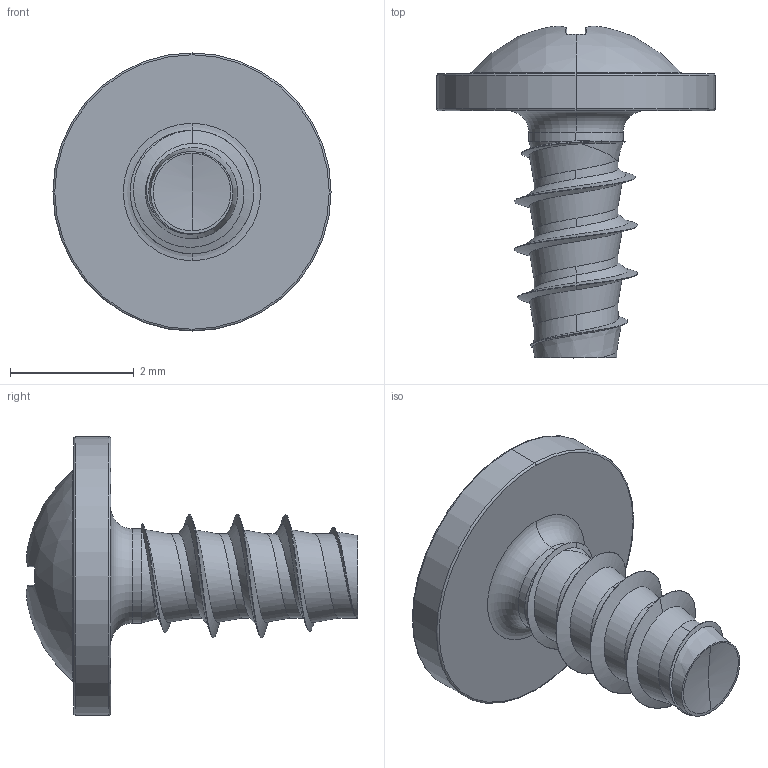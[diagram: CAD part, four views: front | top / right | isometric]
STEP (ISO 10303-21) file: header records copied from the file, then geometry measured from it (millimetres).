
FILE_DESCRIPTION (( 'STEP AP203' ), '1' );
FILE_NAME ('STP310200040.STEP', '2017-08-15T04:02:15', ( '' ), ( '' ), 'SwSTEP 2.0', 'SolidWorks 2015', '' );
FILE_SCHEMA (( 'CONFIG_CONTROL_DESIGN' ));
Length unit declared in the file: millimetre
Products named in the file (1): STP310200040
Bounding box: 4.5 x 5.37 x 4.5 mm (x, y, z)
Volume: 19.7 mm3; surface area: 70.5 mm2
Topology: 1 solids, 1 shells, 172 faces, 385 edges, 216 vertices
Faces by surface type: bspline 51, cylinder 34, torus 30, sphere 28, plane 23, cone 6
Entity records: 11718 total; most frequent: CARTESIAN_POINT 8172, ORIENTED_EDGE 766, DIRECTION 694, EDGE_CURVE 383, AXIS2_PLACEMENT_3D 315, VERTEX_POINT 216, CIRCLE 193, EDGE_LOOP 175
